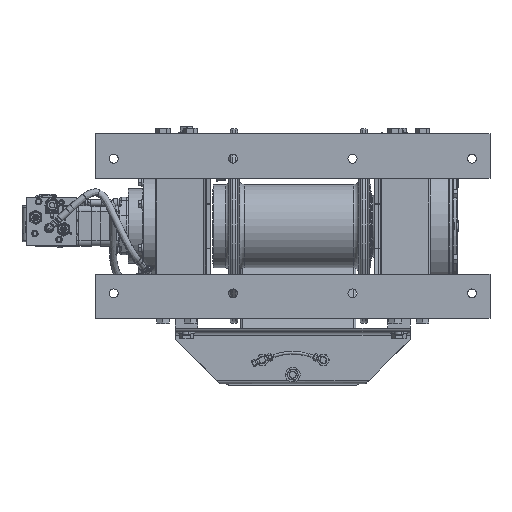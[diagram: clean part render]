
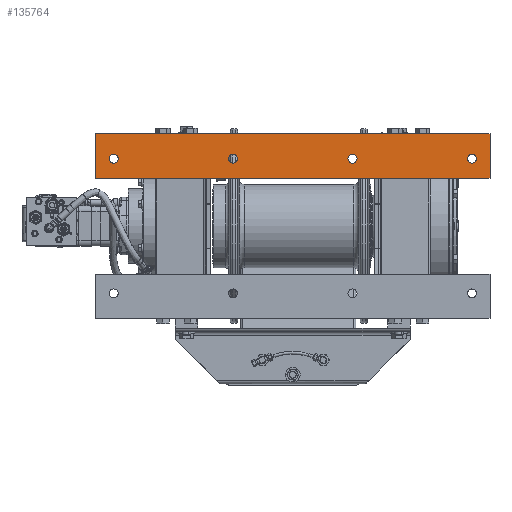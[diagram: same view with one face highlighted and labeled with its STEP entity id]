
A CAD part, front view. The second image highlights one B-rep face of the part: STEP entity #135764.
In plain terms, the highlighted planar face has unit normal (0, -1, 0).
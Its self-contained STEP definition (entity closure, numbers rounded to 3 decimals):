
#134799=DIRECTION('',(-1.,0.,0.));
#134800=VECTOR('',#134799,35.5);
#134801=CARTESIAN_POINT('',(27.313,-13.,4.313));
#134802=LINE('',#134801,#134800);
#134811=CARTESIAN_POINT('',(-6.563,-13.,6.063));
#134812=DIRECTION('',(0.,1.,0.));
#134813=DIRECTION('',(0.,0.,1.));
#134814=AXIS2_PLACEMENT_3D('',#134811,#134812,#134813);
#134816=CARTESIAN_POINT('',(-6.563,-13.,6.063));
#134817=DIRECTION('',(0.,1.,0.));
#134818=DIRECTION('',(0.,0.,-1.));
#134819=AXIS2_PLACEMENT_3D('',#134816,#134817,#134818);
#134821=CARTESIAN_POINT('',(4.188,-13.,6.063));
#134822=DIRECTION('',(0.,1.,0.));
#134823=DIRECTION('',(0.,0.,1.));
#134824=AXIS2_PLACEMENT_3D('',#134821,#134822,#134823);
#134826=CARTESIAN_POINT('',(4.188,-13.,6.063));
#134827=DIRECTION('',(0.,1.,0.));
#134828=DIRECTION('',(0.,0.,-1.));
#134829=AXIS2_PLACEMENT_3D('',#134826,#134827,#134828);
#134831=CARTESIAN_POINT('',(14.938,-13.,6.063));
#134832=DIRECTION('',(0.,1.,0.));
#134833=DIRECTION('',(0.,0.,1.));
#134834=AXIS2_PLACEMENT_3D('',#134831,#134832,#134833);
#134836=CARTESIAN_POINT('',(14.938,-13.,6.063));
#134837=DIRECTION('',(0.,1.,0.));
#134838=DIRECTION('',(0.,0.,-1.));
#134839=AXIS2_PLACEMENT_3D('',#134836,#134837,#134838);
#134841=CARTESIAN_POINT('',(25.688,-13.,6.063));
#134842=DIRECTION('',(0.,1.,0.));
#134843=DIRECTION('',(0.,0.,1.));
#134844=AXIS2_PLACEMENT_3D('',#134841,#134842,#134843);
#134846=CARTESIAN_POINT('',(25.688,-13.,6.063));
#134847=DIRECTION('',(0.,1.,0.));
#134848=DIRECTION('',(0.,0.,-1.));
#134849=AXIS2_PLACEMENT_3D('',#134846,#134847,#134848);
#134851=DIRECTION('',(0.,0.,1.));
#134852=VECTOR('',#134851,4.);
#134853=CARTESIAN_POINT('',(-8.188,-13.,4.313));
#134854=LINE('',#134853,#134852);
#135171=DIRECTION('',(0.,0.,-1.));
#135172=VECTOR('',#135171,4.);
#135173=CARTESIAN_POINT('',(27.313,-13.,8.313));
#135174=LINE('',#135173,#135172);
#135230=DIRECTION('',(1.,0.,0.));
#135231=VECTOR('',#135230,35.5);
#135232=CARTESIAN_POINT('',(-8.188,-13.,8.313));
#135233=LINE('',#135232,#135231);
#135595=CARTESIAN_POINT('',(27.313,-13.,4.313));
#135596=CARTESIAN_POINT('',(-8.188,-13.,4.313));
#135597=VERTEX_POINT('',#135595);
#135598=VERTEX_POINT('',#135596);
#135599=CARTESIAN_POINT('',(27.313,-13.,8.313));
#135600=VERTEX_POINT('',#135599);
#135611=CARTESIAN_POINT('',(-8.188,-13.,8.313));
#135612=VERTEX_POINT('',#135611);
#135647=CARTESIAN_POINT('',(-6.563,-13.,6.469));
#135648=CARTESIAN_POINT('',(-6.563,-13.,5.657));
#135649=VERTEX_POINT('',#135647);
#135650=VERTEX_POINT('',#135648);
#135665=CARTESIAN_POINT('',(4.188,-13.,6.469));
#135666=CARTESIAN_POINT('',(4.188,-13.,5.657));
#135667=VERTEX_POINT('',#135665);
#135668=VERTEX_POINT('',#135666);
#135675=CARTESIAN_POINT('',(14.938,-13.,6.469));
#135676=CARTESIAN_POINT('',(14.938,-13.,5.657));
#135677=VERTEX_POINT('',#135675);
#135678=VERTEX_POINT('',#135676);
#135687=CARTESIAN_POINT('',(25.688,-13.,6.469));
#135688=CARTESIAN_POINT('',(25.688,-13.,5.657));
#135689=VERTEX_POINT('',#135687);
#135690=VERTEX_POINT('',#135688);
#135726=CARTESIAN_POINT('',(-8.188,-13.,8.213));
#135727=DIRECTION('',(0.,-1.,0.));
#135728=DIRECTION('',(0.,0.,1.));
#135729=AXIS2_PLACEMENT_3D('',#135726,#135727,#135728);
#135730=PLANE('',#135729);
#135732=ORIENTED_EDGE('',*,*,#135731,.T.);
#135734=ORIENTED_EDGE('',*,*,#135733,.T.);
#135736=ORIENTED_EDGE('',*,*,#135735,.T.);
#135737=ORIENTED_EDGE('',*,*,#135708,.T.);
#135738=EDGE_LOOP('',(#135732,#135734,#135736,#135737));
#135739=FACE_OUTER_BOUND('',#135738,.F.);
#135741=ORIENTED_EDGE('',*,*,#135740,.F.);
#135743=ORIENTED_EDGE('',*,*,#135742,.F.);
#135744=EDGE_LOOP('',(#135741,#135743));
#135745=FACE_BOUND('',#135744,.F.);
#135747=ORIENTED_EDGE('',*,*,#135746,.F.);
#135749=ORIENTED_EDGE('',*,*,#135748,.F.);
#135750=EDGE_LOOP('',(#135747,#135749));
#135751=FACE_BOUND('',#135750,.F.);
#135753=ORIENTED_EDGE('',*,*,#135752,.F.);
#135755=ORIENTED_EDGE('',*,*,#135754,.F.);
#135756=EDGE_LOOP('',(#135753,#135755));
#135757=FACE_BOUND('',#135756,.F.);
#135759=ORIENTED_EDGE('',*,*,#135758,.F.);
#135761=ORIENTED_EDGE('',*,*,#135760,.F.);
#135762=EDGE_LOOP('',(#135759,#135761));
#135763=FACE_BOUND('',#135762,.F.);
#134815=CIRCLE('',#134814,0.406);
#134820=CIRCLE('',#134819,0.406);
#134825=CIRCLE('',#134824,0.406);
#134830=CIRCLE('',#134829,0.406);
#134835=CIRCLE('',#134834,0.406);
#134840=CIRCLE('',#134839,0.406);
#134845=CIRCLE('',#134844,0.406);
#134850=CIRCLE('',#134849,0.406);
#135708=EDGE_CURVE('',#135597,#135598,#134802,.T.);
#135731=EDGE_CURVE('',#135598,#135612,#134854,.T.);
#135733=EDGE_CURVE('',#135612,#135600,#135233,.T.);
#135735=EDGE_CURVE('',#135600,#135597,#135174,.T.);
#135740=EDGE_CURVE('',#135649,#135650,#134815,.T.);
#135742=EDGE_CURVE('',#135650,#135649,#134820,.T.);
#135746=EDGE_CURVE('',#135667,#135668,#134825,.T.);
#135748=EDGE_CURVE('',#135668,#135667,#134830,.T.);
#135752=EDGE_CURVE('',#135677,#135678,#134835,.T.);
#135754=EDGE_CURVE('',#135678,#135677,#134840,.T.);
#135758=EDGE_CURVE('',#135689,#135690,#134845,.T.);
#135760=EDGE_CURVE('',#135690,#135689,#134850,.T.);
#135764=ADVANCED_FACE('',(#135739,#135745,#135751,#135757,#135763),#135730,.T.);
